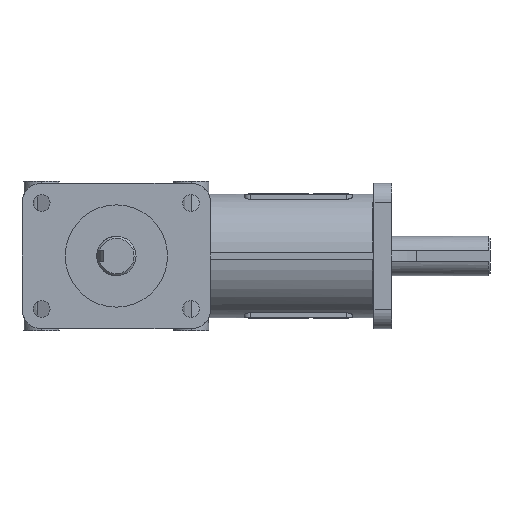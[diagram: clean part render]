
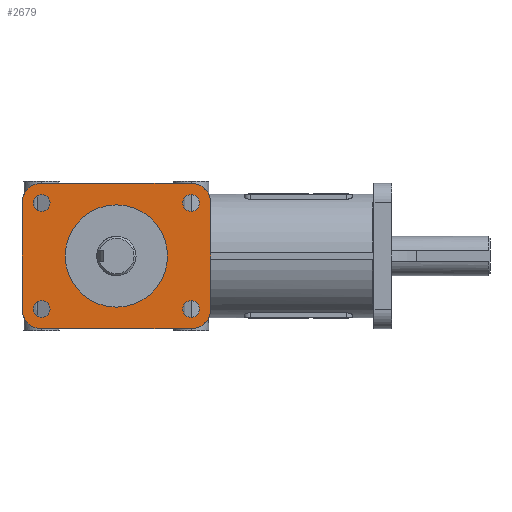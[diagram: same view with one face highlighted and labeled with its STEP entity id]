
A CAD part, left-side view. The second image highlights one B-rep face of the part: STEP entity #2679.
In plain terms, the highlighted planar face has unit normal (-1, 0, 0).
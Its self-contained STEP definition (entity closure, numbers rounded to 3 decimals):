
#2679=ADVANCED_FACE('',(#5547,#5548,#5549,#5550,#5551,#5552),#5553,.T.);
#5547=FACE_OUTER_BOUND('',#8922,.T.);
#5548=FACE_BOUND('',#8923,.T.);
#5549=FACE_BOUND('',#8924,.T.);
#5550=FACE_BOUND('',#8925,.T.);
#5551=FACE_BOUND('',#8926,.T.);
#5552=FACE_BOUND('',#8927,.T.);
#5553=PLANE('',#8928);
#8922=EDGE_LOOP('',(#22517,#22518,#22519,#22520,#22521,#22522,#22523,#22524));
#8923=EDGE_LOOP('',(#22525,#22526,#22527));
#8924=EDGE_LOOP('',(#22528,#22529,#22530));
#8925=EDGE_LOOP('',(#22531,#22532,#22533));
#8926=EDGE_LOOP('',(#22534,#22535,#22536));
#8927=EDGE_LOOP('',(#22537,#22538,#22539));
#8928=AXIS2_PLACEMENT_3D('',#22540,#22541,#22542);
#22517=ORIENTED_EDGE('',*,*,#27895,.T.);
#22518=ORIENTED_EDGE('',*,*,#27228,.T.);
#22519=ORIENTED_EDGE('',*,*,#24826,.T.);
#22520=ORIENTED_EDGE('',*,*,#27283,.T.);
#22521=ORIENTED_EDGE('',*,*,#27090,.T.);
#22522=ORIENTED_EDGE('',*,*,#27765,.T.);
#22523=ORIENTED_EDGE('',*,*,#27712,.T.);
#22524=ORIENTED_EDGE('',*,*,#26670,.T.);
#22525=ORIENTED_EDGE('',*,*,#25166,.F.);
#22526=ORIENTED_EDGE('',*,*,#25165,.F.);
#22527=ORIENTED_EDGE('',*,*,#26709,.F.);
#22528=ORIENTED_EDGE('',*,*,#26607,.F.);
#22529=ORIENTED_EDGE('',*,*,#26606,.F.);
#22530=ORIENTED_EDGE('',*,*,#24674,.F.);
#22531=ORIENTED_EDGE('',*,*,#24585,.F.);
#22532=ORIENTED_EDGE('',*,*,#24584,.F.);
#22533=ORIENTED_EDGE('',*,*,#25696,.F.);
#22534=ORIENTED_EDGE('',*,*,#27125,.F.);
#22535=ORIENTED_EDGE('',*,*,#27124,.F.);
#22536=ORIENTED_EDGE('',*,*,#27029,.F.);
#22537=ORIENTED_EDGE('',*,*,#26596,.T.);
#22538=ORIENTED_EDGE('',*,*,#25511,.T.);
#22539=ORIENTED_EDGE('',*,*,#26597,.T.);
#22540=CARTESIAN_POINT('',(-75.0,0.0,0.));
#22541=DIRECTION('',(-1.0,0.,0.0));
#22542=DIRECTION('',(0.0,0.0,1.0));
#24584=EDGE_CURVE('',#28395,#28397,#28398,.T.);
#24585=EDGE_CURVE('',#28397,#28399,#28400,.T.);
#24674=EDGE_CURVE('',#28556,#28552,#28558,.T.);
#24826=EDGE_CURVE('',#28839,#28840,#28841,.T.);
#25165=EDGE_CURVE('',#29442,#29444,#29445,.T.);
#25166=EDGE_CURVE('',#29444,#29446,#29447,.T.);
#25511=EDGE_CURVE('',#30054,#30058,#30060,.T.);
#25696=EDGE_CURVE('',#28399,#28395,#30343,.T.);
#26596=EDGE_CURVE('',#31707,#30054,#31708,.T.);
#26597=EDGE_CURVE('',#30058,#31707,#31709,.T.);
#26606=EDGE_CURVE('',#28552,#31723,#31724,.T.);
#26607=EDGE_CURVE('',#31723,#28556,#31725,.T.);
#26670=EDGE_CURVE('',#31811,#31812,#31813,.T.);
#26709=EDGE_CURVE('',#29446,#29442,#31864,.T.);
#27029=EDGE_CURVE('',#32312,#32310,#32314,.T.);
#27090=EDGE_CURVE('',#32389,#32390,#32391,.T.);
#27124=EDGE_CURVE('',#32310,#32437,#32438,.T.);
#27125=EDGE_CURVE('',#32437,#32312,#32439,.T.);
#27228=EDGE_CURVE('',#32571,#28839,#32572,.T.);
#27283=EDGE_CURVE('',#28840,#32389,#32643,.T.);
#27712=EDGE_CURVE('',#33150,#31811,#33151,.T.);
#27765=EDGE_CURVE('',#32390,#33150,#33208,.T.);
#27895=EDGE_CURVE('',#31812,#32571,#33347,.T.);
#28395=VERTEX_POINT('',#34692);
#28397=VERTEX_POINT('',#34695);
#28398=CIRCLE('',#34696,4.25);
#28399=VERTEX_POINT('',#34697);
#28400=CIRCLE('',#34698,4.25);
#28552=VERTEX_POINT('',#35329);
#28556=VERTEX_POINT('',#35334);
#28558=CIRCLE('',#35337,4.25);
#28839=VERTEX_POINT('',#36258);
#28840=VERTEX_POINT('',#36259);
#28841=CIRCLE('',#36260,10.0);
#29442=VERTEX_POINT('',#38695);
#29444=VERTEX_POINT('',#38698);
#29445=CIRCLE('',#38699,4.25);
#29446=VERTEX_POINT('',#38700);
#29447=CIRCLE('',#38701,4.25);
#30054=VERTEX_POINT('',#41674);
#30058=VERTEX_POINT('',#41679);
#30060=CIRCLE('',#41682,26.0);
#30343=CIRCLE('',#42634,4.25);
#31707=VERTEX_POINT('',#48660);
#31708=CIRCLE('',#48661,26.0);
#31709=CIRCLE('',#48662,26.0);
#31723=VERTEX_POINT('',#48680);
#31724=CIRCLE('',#48681,4.25);
#31725=CIRCLE('',#48682,4.25);
#31811=VERTEX_POINT('',#49067);
#31812=VERTEX_POINT('',#49068);
#31813=LINE('',#49069,#49070);
#31864=CIRCLE('',#49173,4.25);
#32310=VERTEX_POINT('',#50791);
#32312=VERTEX_POINT('',#50794);
#32314=CIRCLE('',#50797,4.25);
#32389=VERTEX_POINT('',#51057);
#32390=VERTEX_POINT('',#51058);
#32391=CIRCLE('',#51059,10.0);
#32437=VERTEX_POINT('',#51183);
#32438=CIRCLE('',#51184,4.25);
#32439=CIRCLE('',#51185,4.25);
#32571=VERTEX_POINT('',#51577);
#32572=LINE('',#51578,#51579);
#32643=LINE('',#51745,#51746);
#33150=VERTEX_POINT('',#53787);
#33151=CIRCLE('',#53788,10.0);
#33208=LINE('',#53913,#53914);
#33347=CIRCLE('',#54394,10.0);
#34692=CARTESIAN_POINT('',(-75.0,-42.25,-27.0));
#34695=CARTESIAN_POINT('',(-75.0,-38.0,-22.75));
#34696=AXIS2_PLACEMENT_3D('',#54919,#54920,#54921);
#34697=CARTESIAN_POINT('',(-75.0,-33.75,-27.0));
#34698=AXIS2_PLACEMENT_3D('',#54922,#54923,#54924);
#35329=CARTESIAN_POINT('',(-75.0,-42.25,27.0));
#35334=CARTESIAN_POINT('',(-75.0,-33.75,27.0));
#35337=AXIS2_PLACEMENT_3D('',#55018,#55019,#55020);
#36258=CARTESIAN_POINT('',(-75.0,-38.0,-37.0));
#36259=CARTESIAN_POINT('',(-75.0,-48.0,-27.0));
#36260=AXIS2_PLACEMENT_3D('',#55128,#55129,#55130);
#38695=CARTESIAN_POINT('',(-75.0,33.75,27.0));
#38698=CARTESIAN_POINT('',(-75.0,38.0,31.25));
#38699=AXIS2_PLACEMENT_3D('',#55381,#55382,#55383);
#38700=CARTESIAN_POINT('',(-75.0,42.25,27.0));
#38701=AXIS2_PLACEMENT_3D('',#55384,#55385,#55386);
#41674=CARTESIAN_POINT('',(-75.0,-26.0,0.));
#41679=CARTESIAN_POINT('',(-75.0,26.0,0.));
#41682=AXIS2_PLACEMENT_3D('',#55649,#55650,#55651);
#42634=AXIS2_PLACEMENT_3D('',#55778,#55779,#55780);
#48660=CARTESIAN_POINT('',(-75.0,0.,26.0));
#48661=AXIS2_PLACEMENT_3D('',#56338,#56339,#56340);
#48662=AXIS2_PLACEMENT_3D('',#56341,#56342,#56343);
#48680=CARTESIAN_POINT('',(-75.0,-38.0,31.25));
#48681=AXIS2_PLACEMENT_3D('',#56354,#56355,#56356);
#48682=AXIS2_PLACEMENT_3D('',#56357,#56358,#56359);
#49067=CARTESIAN_POINT('',(-75.0,48.0,27.0));
#49068=CARTESIAN_POINT('',(-75.0,48.0,-27.0));
#49069=CARTESIAN_POINT('',(-75.0,48.0,27.0));
#49070=VECTOR('',#56405,1000.0);
#49173=AXIS2_PLACEMENT_3D('',#56435,#56436,#56437);
#50791=CARTESIAN_POINT('',(-75.0,33.75,-27.0));
#50794=CARTESIAN_POINT('',(-75.0,42.25,-27.0));
#50797=AXIS2_PLACEMENT_3D('',#56666,#56667,#56668);
#51057=CARTESIAN_POINT('',(-75.0,-48.0,27.0));
#51058=CARTESIAN_POINT('',(-75.0,-38.0,37.0));
#51059=AXIS2_PLACEMENT_3D('',#56713,#56714,#56715);
#51183=CARTESIAN_POINT('',(-75.0,38.0,-22.75));
#51184=AXIS2_PLACEMENT_3D('',#56734,#56735,#56736);
#51185=AXIS2_PLACEMENT_3D('',#56737,#56738,#56739);
#51577=CARTESIAN_POINT('',(-75.0,38.0,-37.0));
#51578=CARTESIAN_POINT('',(-75.0,38.0,-37.0));
#51579=VECTOR('',#56825,1000.0);
#51745=CARTESIAN_POINT('',(-75.0,-48.0,-27.0));
#51746=VECTOR('',#56873,1000.0);
#53787=CARTESIAN_POINT('',(-75.0,38.0,37.0));
#53788=AXIS2_PLACEMENT_3D('',#57134,#57135,#57136);
#53913=CARTESIAN_POINT('',(-75.0,-38.0,37.0));
#53914=VECTOR('',#57160,1000.0);
#54394=AXIS2_PLACEMENT_3D('',#57195,#57196,#57197);
#54919=CARTESIAN_POINT('',(-75.0,-38.0,-27.0));
#54920=DIRECTION('',(-1.0,0.,0.0));
#54921=DIRECTION('',(0.0,0.0,1.0));
#54922=CARTESIAN_POINT('',(-75.0,-38.0,-27.0));
#54923=DIRECTION('',(-1.0,0.,0.0));
#54924=DIRECTION('',(0.0,0.0,1.0));
#55018=CARTESIAN_POINT('',(-75.0,-38.0,27.0));
#55019=DIRECTION('',(-1.0,0.,0.0));
#55020=DIRECTION('',(0.0,0.0,1.0));
#55128=CARTESIAN_POINT('',(-75.0,-38.0,-27.0));
#55129=DIRECTION('',(-1.0,0.0,0.0));
#55130=DIRECTION('',(0.0,1.0,0.0));
#55381=CARTESIAN_POINT('',(-75.0,38.0,27.0));
#55382=DIRECTION('',(-1.0,0.,0.0));
#55383=DIRECTION('',(0.0,0.0,1.0));
#55384=CARTESIAN_POINT('',(-75.0,38.0,27.0));
#55385=DIRECTION('',(-1.0,0.,0.0));
#55386=DIRECTION('',(0.0,0.0,1.0));
#55649=CARTESIAN_POINT('',(-75.0,0.,0.));
#55650=DIRECTION('',(1.0,0.,0.0));
#55651=DIRECTION('',(0.0,0.0,1.0));
#55778=CARTESIAN_POINT('',(-75.0,-38.0,-27.0));
#55779=DIRECTION('',(-1.0,0.,0.0));
#55780=DIRECTION('',(0.0,0.0,1.0));
#56338=CARTESIAN_POINT('',(-75.0,0.,0.));
#56339=DIRECTION('',(1.0,0.,0.0));
#56340=DIRECTION('',(0.0,0.0,1.0));
#56341=CARTESIAN_POINT('',(-75.0,0.,0.));
#56342=DIRECTION('',(1.0,0.,0.0));
#56343=DIRECTION('',(0.0,0.0,1.0));
#56354=CARTESIAN_POINT('',(-75.0,-38.0,27.0));
#56355=DIRECTION('',(-1.0,0.,0.0));
#56356=DIRECTION('',(0.0,0.0,1.0));
#56357=CARTESIAN_POINT('',(-75.0,-38.0,27.0));
#56358=DIRECTION('',(-1.0,0.,0.0));
#56359=DIRECTION('',(0.0,0.0,1.0));
#56405=DIRECTION('',(0.0,0.,-1.0));
#56435=CARTESIAN_POINT('',(-75.0,38.0,27.0));
#56436=DIRECTION('',(-1.0,0.,0.0));
#56437=DIRECTION('',(0.0,0.0,1.0));
#56666=CARTESIAN_POINT('',(-75.0,38.0,-27.0));
#56667=DIRECTION('',(-1.0,0.,0.0));
#56668=DIRECTION('',(0.0,0.0,1.0));
#56713=CARTESIAN_POINT('',(-75.0,-38.0,27.0));
#56714=DIRECTION('',(-1.0,0.0,0.0));
#56715=DIRECTION('',(0.0,1.0,0.0));
#56734=CARTESIAN_POINT('',(-75.0,38.0,-27.0));
#56735=DIRECTION('',(-1.0,0.,0.0));
#56736=DIRECTION('',(0.0,0.0,1.0));
#56737=CARTESIAN_POINT('',(-75.0,38.0,-27.0));
#56738=DIRECTION('',(-1.0,0.,0.0));
#56739=DIRECTION('',(0.0,0.0,1.0));
#56825=DIRECTION('',(0.0,-1.0,0.));
#56873=DIRECTION('',(0.0,0.,1.0));
#57134=CARTESIAN_POINT('',(-75.0,38.0,27.0));
#57135=DIRECTION('',(-1.0,0.0,0.0));
#57136=DIRECTION('',(0.0,-1.0,0.0));
#57160=DIRECTION('',(0.0,1.0,0.0));
#57195=CARTESIAN_POINT('',(-75.0,38.0,-27.0));
#57196=DIRECTION('',(-1.0,0.0,0.0));
#57197=DIRECTION('',(0.0,-1.0,0.0));
